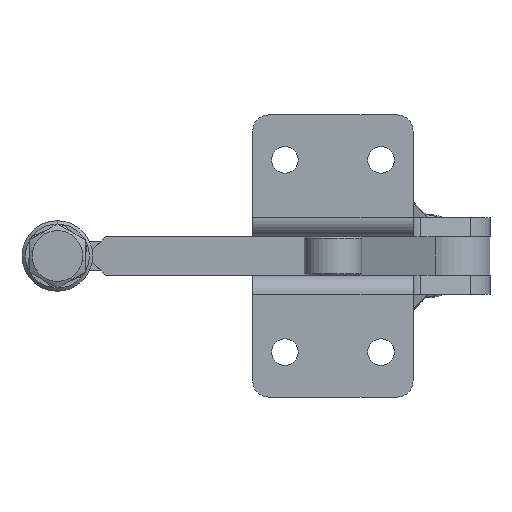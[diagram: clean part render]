
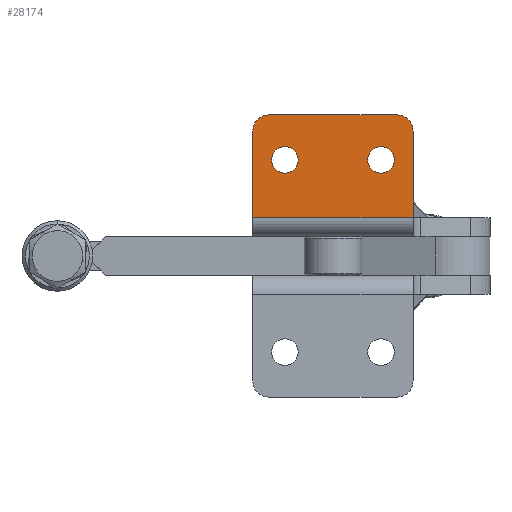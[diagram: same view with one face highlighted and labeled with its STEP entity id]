
A CAD part, front view. The second image highlights one B-rep face of the part: STEP entity #28174.
In plain terms, the highlighted planar face has unit normal (0, -1, 0).
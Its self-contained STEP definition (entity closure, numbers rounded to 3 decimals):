
#24909 = EDGE_CURVE ( 'NONE', #24910, #24957, #40906, .T. ) ;
#24910 = VERTEX_POINT ( 'NONE', #40896 ) ;
#24957 = VERTEX_POINT ( 'NONE', #40953 ) ;
#24969 = EDGE_CURVE ( 'NONE', #24970, #24971, #40993, .T. ) ;
#24970 = VERTEX_POINT ( 'NONE', #40988 ) ;
#24971 = VERTEX_POINT ( 'NONE', #40987 ) ;
#28075 = EDGE_CURVE ( 'NONE', #28076, #28129, #53488, .T. ) ;
#28076 = VERTEX_POINT ( 'NONE', #53481 ) ;
#28089 = VERTEX_POINT ( 'NONE', #53524 ) ;
#28129 = VERTEX_POINT ( 'NONE', #53593 ) ;
#28143 = EDGE_CURVE ( 'NONE', #28144, #28089, #53574, .T. ) ;
#28144 = VERTEX_POINT ( 'NONE', #53570 ) ;
#28159 = EDGE_CURVE ( 'NONE', #28129, #28160, #53618, .T. ) ;
#28160 = VERTEX_POINT ( 'NONE', #53614 ) ;
#28161 = ORIENTED_EDGE ( 'NONE', *, *, #28162, .T. ) ;
#28162 = EDGE_CURVE ( 'NONE', #28160, #28163, #53613, .T. ) ;
#28163 = VERTEX_POINT ( 'NONE', #53609 ) ;
#28164 = ORIENTED_EDGE ( 'NONE', *, *, #28165, .T. ) ;
#28165 = EDGE_CURVE ( 'NONE', #28163, #28144, #53607, .T. ) ;
#28166 = EDGE_LOOP ( 'NONE', ( #28167, #28168 ) ) ;
#28167 = ORIENTED_EDGE ( 'NONE', *, *, #24909, .F. ) ;
#28168 = ORIENTED_EDGE ( 'NONE', *, *, #28169, .F. ) ;
#28169 = EDGE_CURVE ( 'NONE', #24957, #24910, #53602, .T. ) ;
#28174 = ADVANCED_FACE ( 'NONE', ( #53659, #53655, #53654 ), #53653, .T. ) ;
#28175 = EDGE_LOOP ( 'NONE', ( #28176, #28177 ) ) ;
#28176 = ORIENTED_EDGE ( 'NONE', *, *, #24969, .F. ) ;
#28177 = ORIENTED_EDGE ( 'NONE', *, *, #28178, .F. ) ;
#28178 = EDGE_CURVE ( 'NONE', #24971, #24970, #53647, .T. ) ;
#28179 = EDGE_LOOP ( 'NONE', ( #28180, #28181, #28183, #28184, #28161, #28164 ) ) ;
#28180 = ORIENTED_EDGE ( 'NONE', *, *, #28143, .T. ) ;
#28181 = ORIENTED_EDGE ( 'NONE', *, *, #28182, .T. ) ;
#28182 = EDGE_CURVE ( 'NONE', #28089, #28076, #53643, .T. ) ;
#28183 = ORIENTED_EDGE ( 'NONE', *, *, #28075, .T. ) ;
#28184 = ORIENTED_EDGE ( 'NONE', *, *, #28159, .T. ) ;
#40896 = CARTESIAN_POINT ( 'NONE',  ( 40., 0., 28.15 ) ) ;
#40897 = DIRECTION ( 'NONE',  ( 0., 0., 1. ) ) ;
#40898 = DIRECTION ( 'NONE',  ( 0., -1., 0. ) ) ;
#40899 = CARTESIAN_POINT ( 'NONE',  ( 40., 0., 24. ) ) ;
#40900 = AXIS2_PLACEMENT_3D ( 'NONE', #40899, #40898, #40897 ) ;
#40906 = CIRCLE ( 'NONE', #40900, 4.15 ) ;
#40953 = CARTESIAN_POINT ( 'NONE',  ( 40., 0., 19.85 ) ) ;
#40987 = CARTESIAN_POINT ( 'NONE',  ( 10., 0., 19.85 ) ) ;
#40988 = CARTESIAN_POINT ( 'NONE',  ( 10., 0., 28.15 ) ) ;
#40989 = DIRECTION ( 'NONE',  ( 0., 0., -1. ) ) ;
#40990 = DIRECTION ( 'NONE',  ( 0., -1., 0. ) ) ;
#40991 = CARTESIAN_POINT ( 'NONE',  ( 10., 0., 24. ) ) ;
#40992 = AXIS2_PLACEMENT_3D ( 'NONE', #40991, #40990, #40989 ) ;
#40993 = CIRCLE ( 'NONE', #40992, 4.15 ) ;
#53481 = CARTESIAN_POINT ( 'NONE',  ( 50., 0., 6. ) ) ;
#53482 = DIRECTION ( 'NONE',  ( 0., 0., 1. ) ) ;
#53483 = VECTOR ( 'NONE', #53482, 1000. ) ;
#53484 = CARTESIAN_POINT ( 'NONE',  ( 50., 0., 0. ) ) ;
#53488 = LINE ( 'NONE', #53484, #53483 ) ;
#53524 = CARTESIAN_POINT ( 'NONE',  ( 0., 0., 6. ) ) ;
#53570 = CARTESIAN_POINT ( 'NONE',  ( 0., 0., 33. ) ) ;
#53571 = DIRECTION ( 'NONE',  ( 0., 0., -1. ) ) ;
#53572 = VECTOR ( 'NONE', #53571, 1000. ) ;
#53573 = CARTESIAN_POINT ( 'NONE',  ( 0., 0., 0. ) ) ;
#53574 = LINE ( 'NONE', #53573, #53572 ) ;
#53593 = CARTESIAN_POINT ( 'NONE',  ( 50., 0., 33. ) ) ;
#53599 = DIRECTION ( 'NONE',  ( 0., 0., 1. ) ) ;
#53600 = DIRECTION ( 'NONE',  ( 0., -1., 0. ) ) ;
#53601 = AXIS2_PLACEMENT_3D ( 'NONE', #53608, #53600, #53599 ) ;
#53602 = CIRCLE ( 'NONE', #53601, 4.15 ) ;
#53603 = DIRECTION ( 'NONE',  ( 0., 0., -1. ) ) ;
#53604 = DIRECTION ( 'NONE',  ( 0., -1., 0. ) ) ;
#53605 = CARTESIAN_POINT ( 'NONE',  ( 5., 0., 33. ) ) ;
#53606 = AXIS2_PLACEMENT_3D ( 'NONE', #53605, #53604, #53603 ) ;
#53607 = CIRCLE ( 'NONE', #53606, 5. ) ;
#53608 = CARTESIAN_POINT ( 'NONE',  ( 40., 0., 24. ) ) ;
#53609 = CARTESIAN_POINT ( 'NONE',  ( 5., 0., 38. ) ) ;
#53610 = DIRECTION ( 'NONE',  ( -1., 0., 0. ) ) ;
#53611 = VECTOR ( 'NONE', #53610, 1000. ) ;
#53612 = CARTESIAN_POINT ( 'NONE',  ( 45., 0., 38. ) ) ;
#53613 = LINE ( 'NONE', #53612, #53611 ) ;
#53614 = CARTESIAN_POINT ( 'NONE',  ( 45., 0., 38. ) ) ;
#53615 = DIRECTION ( 'NONE',  ( 0., 0., -1. ) ) ;
#53616 = DIRECTION ( 'NONE',  ( 0., -1., 0. ) ) ;
#53617 = AXIS2_PLACEMENT_3D ( 'NONE', #53622, #53616, #53615 ) ;
#53618 = CIRCLE ( 'NONE', #53617, 5. ) ;
#53622 = CARTESIAN_POINT ( 'NONE',  ( 45., 0., 33. ) ) ;
#53640 = DIRECTION ( 'NONE',  ( 1., 0., 0. ) ) ;
#53641 = VECTOR ( 'NONE', #53640, 1000. ) ;
#53642 = CARTESIAN_POINT ( 'NONE',  ( 50., 0., 6. ) ) ;
#53643 = LINE ( 'NONE', #53642, #53641 ) ;
#53644 = DIRECTION ( 'NONE',  ( 0., 0., -1. ) ) ;
#53645 = DIRECTION ( 'NONE',  ( 0., -1., 0. ) ) ;
#53646 = AXIS2_PLACEMENT_3D ( 'NONE', #53651, #53645, #53644 ) ;
#53647 = CIRCLE ( 'NONE', #53646, 4.15 ) ;
#53648 = DIRECTION ( 'NONE',  ( 0., 0., -1. ) ) ;
#53649 = DIRECTION ( 'NONE',  ( 0., -1., 0. ) ) ;
#53650 = AXIS2_PLACEMENT_3D ( 'NONE', #53652, #53649, #53648 ) ;
#53651 = CARTESIAN_POINT ( 'NONE',  ( 10., 0., 24. ) ) ;
#53652 = CARTESIAN_POINT ( 'NONE',  ( 45., 0., 33. ) ) ;
#53653 = PLANE ( 'NONE',  #53650 ) ;
#53654 = FACE_BOUND ( 'NONE', #28166, .T. ) ;
#53655 = FACE_OUTER_BOUND ( 'NONE', #28179, .T. ) ;
#53659 = FACE_BOUND ( 'NONE', #28175, .T. ) ;
